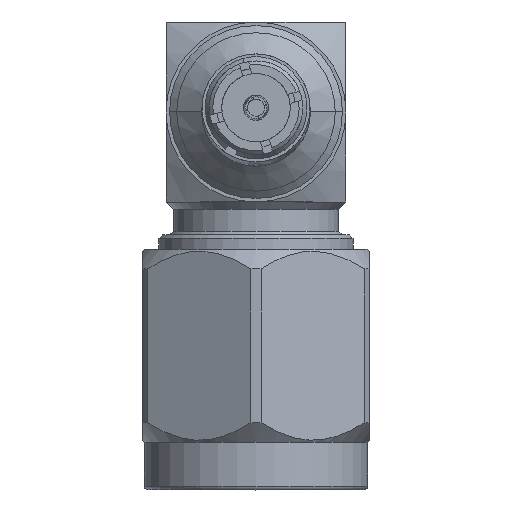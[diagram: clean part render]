
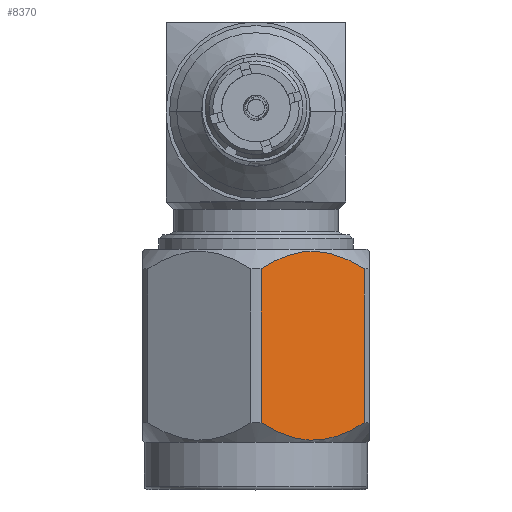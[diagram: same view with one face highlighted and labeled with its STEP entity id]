
A CAD part, top view. The second image highlights one B-rep face of the part: STEP entity #8370.
In plain terms, the highlighted face is planar.
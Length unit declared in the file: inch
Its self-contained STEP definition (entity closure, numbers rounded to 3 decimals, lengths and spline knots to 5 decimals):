
#33 = CARTESIAN_POINT ( 'NONE',  ( 0.09501, -0.05357, 0.1504 ) ) ;
#249 = CARTESIAN_POINT ( 'NONE',  ( 0.17775, -0.05357, 0.00708 ) ) ;
#712 = EDGE_CURVE ( 'NONE', #8549, #12039, #14905, .T. ) ;
#1450 = CARTESIAN_POINT ( 'NONE',  ( 0.14007, -0.02925, 0.07235 ) ) ;
#1508 = CARTESIAN_POINT ( 'NONE',  ( 0.13282, -0.02924, 0.0849 ) ) ;
#1696 = CARTESIAN_POINT ( 'NONE',  ( 0.13994, -0.29174, 0.07258 ) ) ;
#2547 = ORIENTED_EDGE ( 'NONE', *, *, #12123, .T. ) ;
#2617 = VERTEX_POINT ( 'NONE', #6202 ) ;
#2772 = CARTESIAN_POINT ( 'NONE',  ( 0.12921, -0.02983, 0.09116 ) ) ;
#2830 = ORIENTED_EDGE ( 'NONE', *, *, #8560, .T. ) ;
#3333 = CARTESIAN_POINT ( 'NONE',  ( 0.15076, -0.28881, 0.05384 ) ) ;
#3743 = CARTESIAN_POINT ( 'NONE',  ( 0.09501, 0.03937, 0.1504 ) ) ;
#4727 = CARTESIAN_POINT ( 'NONE',  ( 0.18184, 0.20145, 0. ) ) ;
#5277 = CARTESIAN_POINT ( 'NONE',  ( 0.122, -0.03216, 0.10364 ) ) ;
#5403 = CARTESIAN_POINT ( 'NONE',  ( 0.13269, -0.29172, 0.08513 ) ) ;
#5725 = CARTESIAN_POINT ( 'NONE',  ( 0.17135, -0.27449, 0.01817 ) ) ;
#6202 = CARTESIAN_POINT ( 'NONE',  ( 0.09501, -0.05357, 0.1504 ) ) ;
#6380 = FACE_OUTER_BOUND ( 'NONE', #14042, .T. ) ;
#6481 = AXIS2_PLACEMENT_3D ( 'NONE', #4727, #8669, #12213 ) ;
#6525 = CARTESIAN_POINT ( 'NONE',  ( 0.10801, -0.04042, 0.12788 ) ) ;
#6734 = VERTEX_POINT ( 'NONE', #10867 ) ;
#6918 = CARTESIAN_POINT ( 'NONE',  ( 0.17775, -0.2674, 0.00708 ) ) ;
#7516 = CARTESIAN_POINT ( 'NONE',  ( 0.10141, -0.04648, 0.13931 ) ) ;
#7660 = CARTESIAN_POINT ( 'NONE',  ( 0.15448, -0.03398, 0.0474 ) ) ;
#7687 = CARTESIAN_POINT ( 'NONE',  ( 0.09501, -0.2674, 0.1504 ) ) ;
#7928 = LINE ( 'NONE', #3743, #8500 ) ;
#7997 = ORIENTED_EDGE ( 'NONE', *, *, #15250, .T. ) ;
#8214 = CARTESIAN_POINT ( 'NONE',  ( 0.15435, -0.28707, 0.04763 ) ) ;
#8370 = ADVANCED_FACE ( 'NONE', ( #6380 ), #11105, .T. ) ;
#8390 = CARTESIAN_POINT ( 'NONE',  ( 0.17775, 0.03937, 0.00708 ) ) ;
#8500 = VECTOR ( 'NONE', #12428, 39.37008 ) ;
#8549 = VERTEX_POINT ( 'NONE', #7687 ) ;
#8560 = EDGE_CURVE ( 'NONE', #2617, #8549, #7928, .T. ) ;
#8669 = DIRECTION ( 'NONE',  ( 0.866, 0., 0.5 ) ) ;
#8957 = CARTESIAN_POINT ( 'NONE',  ( 0.15096, -0.03224, 0.05349 ) ) ;
#9191 = CARTESIAN_POINT ( 'NONE',  ( 0.12181, -0.28873, 0.10399 ) ) ;
#9810 = VECTOR ( 'NONE', #10987, 39.37008 ) ;
#10213 = CARTESIAN_POINT ( 'NONE',  ( 0.17137, -0.0465, 0.01814 ) ) ;
#10788 = LINE ( 'NONE', #8390, #9810 ) ;
#10867 = CARTESIAN_POINT ( 'NONE',  ( 0.17775, -0.05357, 0.00708 ) ) ;
#10987 = DIRECTION ( 'NONE',  ( 0., 1., 0. ) ) ;
#11105 = PLANE ( 'NONE',  #6481 ) ;
#11241 = CARTESIAN_POINT ( 'NONE',  ( 0.1648, -0.04047, 0.02952 ) ) ;
#11583 = CARTESIAN_POINT ( 'NONE',  ( 0.1014, -0.27448, 0.13934 ) ) ;
#11638 = CARTESIAN_POINT ( 'NONE',  ( 0.14355, -0.29114, 0.06632 ) ) ;
#11796 = CARTESIAN_POINT ( 'NONE',  ( 0.12904, -0.29111, 0.09146 ) ) ;
#11968 = CARTESIAN_POINT ( 'NONE',  ( 0.16475, -0.28056, 0.0296 ) ) ;
#12039 = VERTEX_POINT ( 'NONE', #16018 ) ;
#12123 = EDGE_CURVE ( 'NONE', #6734, #2617, #12635, .T. ) ;
#12213 = DIRECTION ( 'NONE',  ( 0.5, 0., -0.866 ) ) ;
#12428 = DIRECTION ( 'NONE',  ( 0., -1., 0. ) ) ;
#12581 = ORIENTED_EDGE ( 'NONE', *, *, #712, .T. ) ;
#12635 = B_SPLINE_CURVE_WITH_KNOTS ( 'NONE', 3,
 ( #249, #10213, #11241, #7660, #8957, #13774, #1450, #1508, #2772, #5277, #13983, #6525, #7516, #33 ),
 .UNSPECIFIED., .F., .F.,
 ( 4, 2, 2, 2, 2, 2, 4 ),
 ( 0., 0.0011, 0.00165, 0.0022, 0.00275, 0.00329, 0.00439 ),
 .UNSPECIFIED. ) ;
#13774 = CARTESIAN_POINT ( 'NONE',  ( 0.14373, -0.02987, 0.06602 ) ) ;
#13983 = CARTESIAN_POINT ( 'NONE',  ( 0.11842, -0.0339, 0.10985 ) ) ;
#14042 = EDGE_LOOP ( 'NONE', ( #7997, #2547, #2830, #12581 ) ) ;
#14249 = CARTESIAN_POINT ( 'NONE',  ( 0.09501, -0.2674, 0.1504 ) ) ;
#14905 = B_SPLINE_CURVE_WITH_KNOTS ( 'NONE', 3,
 ( #14249, #11583, #15430, #15538, #9191, #11796, #5403, #1696, #11638, #3333, #8214, #11968, #5725, #6918 ),
 .UNSPECIFIED., .F., .F.,
 ( 4, 2, 2, 2, 2, 2, 4 ),
 ( 0., 0.0011, 0.00165, 0.0022, 0.00275, 0.00329, 0.00439 ),
 .UNSPECIFIED. ) ;
#15250 = EDGE_CURVE ( 'NONE', #12039, #6734, #10788, .T. ) ;
#15430 = CARTESIAN_POINT ( 'NONE',  ( 0.10797, -0.28051, 0.12796 ) ) ;
#15538 = CARTESIAN_POINT ( 'NONE',  ( 0.11829, -0.287, 0.11008 ) ) ;
#16018 = CARTESIAN_POINT ( 'NONE',  ( 0.17775, -0.2674, 0.00708 ) ) ;
